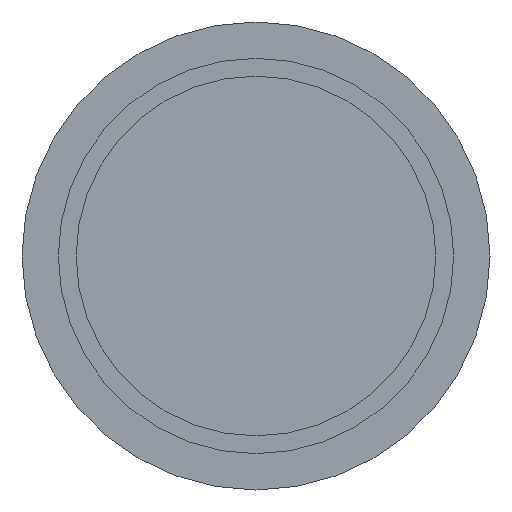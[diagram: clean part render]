
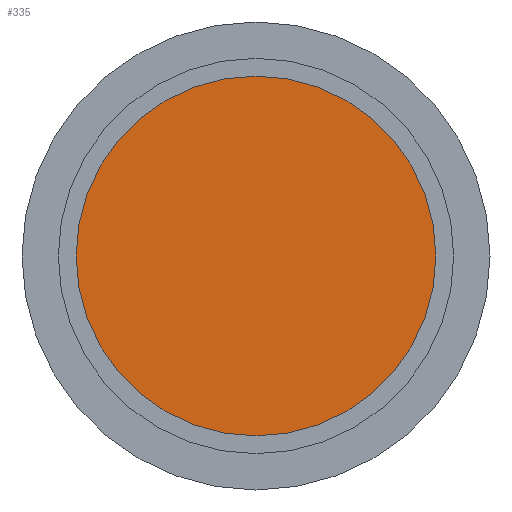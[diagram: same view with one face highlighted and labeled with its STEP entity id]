
A CAD part, left-side view. The second image highlights one B-rep face of the part: STEP entity #335.
In plain terms, the highlighted planar face has unit normal (-1, 0, 0).
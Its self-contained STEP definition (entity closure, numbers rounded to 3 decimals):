
#22 = CARTESIAN_POINT ( 'NONE',  ( -10.668, -35.068, -55.5 ) ) ;
#23 = VERTEX_POINT ( 'NONE', #412 ) ;
#28 = CARTESIAN_POINT ( 'NONE',  ( -10.668, -35.068, 0. ) ) ;
#31 = AXIS2_PLACEMENT_3D ( 'NONE', #467, #405, #106 ) ;
#47 = EDGE_LOOP ( 'NONE', ( #141, #121 ) ) ;
#84 = VERTEX_POINT ( 'NONE', #22 ) ;
#106 = DIRECTION ( 'NONE',  ( 0., 0., 1. ) ) ;
#109 = PLANE ( 'NONE',  #415 ) ;
#121 = ORIENTED_EDGE ( 'NONE', *, *, #258, .T. ) ;
#123 = AXIS2_PLACEMENT_3D ( 'NONE', #28, #367, #186 ) ;
#141 = ORIENTED_EDGE ( 'NONE', *, *, #435, .T. ) ;
#180 = FACE_OUTER_BOUND ( 'NONE', #47, .T. ) ;
#186 = DIRECTION ( 'NONE',  ( 0., 0., 1. ) ) ;
#258 = EDGE_CURVE ( 'NONE', #84, #23, #419, .T. ) ;
#260 = CARTESIAN_POINT ( 'NONE',  ( -10.668, 0., 0. ) ) ;
#298 = DIRECTION ( 'NONE',  ( 1., 0., 0. ) ) ;
#335 = ADVANCED_FACE ( 'NONE', ( #180 ), #109, .F. ) ;
#350 = CIRCLE ( 'NONE', #31, 55.5 ) ;
#367 = DIRECTION ( 'NONE',  ( -1., 0., 0. ) ) ;
#402 = DIRECTION ( 'NONE',  ( 0., 0., -1. ) ) ;
#405 = DIRECTION ( 'NONE',  ( -1., 0., 0. ) ) ;
#412 = CARTESIAN_POINT ( 'NONE',  ( -10.668, -35.068, 55.5 ) ) ;
#415 = AXIS2_PLACEMENT_3D ( 'NONE', #260, #298, #402 ) ;
#419 = CIRCLE ( 'NONE', #123, 55.5 ) ;
#435 = EDGE_CURVE ( 'NONE', #23, #84, #350, .T. ) ;
#467 = CARTESIAN_POINT ( 'NONE',  ( -10.668, -35.068, 0. ) ) ;
